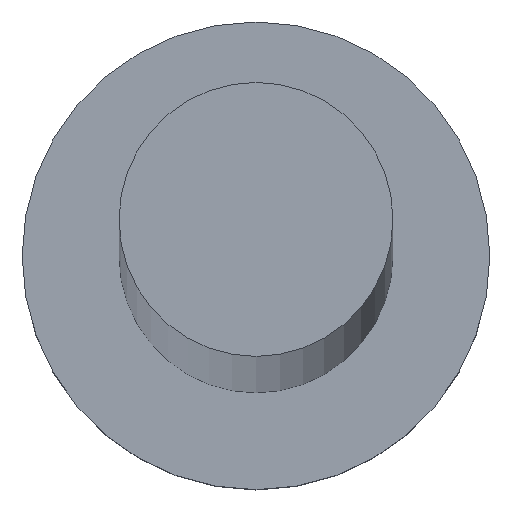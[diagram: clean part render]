
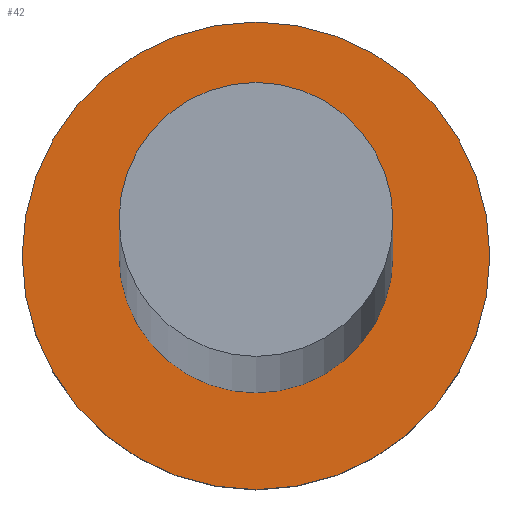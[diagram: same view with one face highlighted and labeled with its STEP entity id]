
A CAD part, top view. The second image highlights one B-rep face of the part: STEP entity #42.
In plain terms, the highlighted planar face has unit normal (0, 0, 1).
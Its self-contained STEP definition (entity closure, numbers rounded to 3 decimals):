
#4 = AXIS2_PLACEMENT_3D ( 'NONE', #45, #205, #48 ) ;
#22 = ORIENTED_EDGE ( 'NONE', *, *, #49, .T. ) ;
#35 = CIRCLE ( 'NONE', #175, 7. ) ;
#41 = CARTESIAN_POINT ( 'NONE',  ( 0., 0., 5. ) ) ;
#42 = ADVANCED_FACE ( 'NONE', ( #229, #81 ), #201, .T. ) ;
#45 = CARTESIAN_POINT ( 'NONE',  ( 0., 0., 5. ) ) ;
#47 = CARTESIAN_POINT ( 'NONE',  ( 0., 0., 5. ) ) ;
#48 = DIRECTION ( 'NONE',  ( 1., 0., 0. ) ) ;
#49 = EDGE_CURVE ( 'NONE', #197, #114, #184, .T. ) ;
#59 = DIRECTION ( 'NONE',  ( 1., 0., 0. ) ) ;
#62 = DIRECTION ( 'NONE',  ( 0., 0., 1. ) ) ;
#67 = VERTEX_POINT ( 'NONE', #117 ) ;
#70 = CIRCLE ( 'NONE', #129, 4.1 ) ;
#76 = EDGE_LOOP ( 'NONE', ( #239, #220 ) ) ;
#81 = FACE_OUTER_BOUND ( 'NONE', #162, .T. ) ;
#85 = EDGE_CURVE ( 'NONE', #114, #197, #35, .T. ) ;
#86 = DIRECTION ( 'NONE',  ( 0., 0., 1. ) ) ;
#90 = AXIS2_PLACEMENT_3D ( 'NONE', #47, #156, #59 ) ;
#97 = ORIENTED_EDGE ( 'NONE', *, *, #85, .T. ) ;
#106 = EDGE_CURVE ( 'NONE', #133, #67, #143, .T. ) ;
#114 = VERTEX_POINT ( 'NONE', #185 ) ;
#117 = CARTESIAN_POINT ( 'NONE',  ( -4.1, 0., 5. ) ) ;
#125 = CARTESIAN_POINT ( 'NONE',  ( 4.1, 0., 5. ) ) ;
#126 = DIRECTION ( 'NONE',  ( 1., 0., 0. ) ) ;
#129 = AXIS2_PLACEMENT_3D ( 'NONE', #203, #226, #228 ) ;
#133 = VERTEX_POINT ( 'NONE', #125 ) ;
#140 = CARTESIAN_POINT ( 'NONE',  ( 0., 0., 5. ) ) ;
#142 = DIRECTION ( 'NONE',  ( 1., 0., 0. ) ) ;
#143 = CIRCLE ( 'NONE', #4, 4.1 ) ;
#156 = DIRECTION ( 'NONE',  ( 0., 0., 1. ) ) ;
#162 = EDGE_LOOP ( 'NONE', ( #22, #97 ) ) ;
#175 = AXIS2_PLACEMENT_3D ( 'NONE', #140, #62, #142 ) ;
#184 = CIRCLE ( 'NONE', #254, 7. ) ;
#185 = CARTESIAN_POINT ( 'NONE',  ( 7., 0., 5. ) ) ;
#197 = VERTEX_POINT ( 'NONE', #199 ) ;
#199 = CARTESIAN_POINT ( 'NONE',  ( -7., 0., 5. ) ) ;
#201 = PLANE ( 'NONE',  #90 ) ;
#203 = CARTESIAN_POINT ( 'NONE',  ( 0., 0., 5. ) ) ;
#205 = DIRECTION ( 'NONE',  ( 0., 0., 1. ) ) ;
#220 = ORIENTED_EDGE ( 'NONE', *, *, #106, .F. ) ;
#226 = DIRECTION ( 'NONE',  ( 0., 0., 1. ) ) ;
#228 = DIRECTION ( 'NONE',  ( 1., 0., 0. ) ) ;
#229 = FACE_BOUND ( 'NONE', #76, .T. ) ;
#231 = EDGE_CURVE ( 'NONE', #67, #133, #70, .T. ) ;
#239 = ORIENTED_EDGE ( 'NONE', *, *, #231, .F. ) ;
#254 = AXIS2_PLACEMENT_3D ( 'NONE', #41, #86, #126 ) ;
